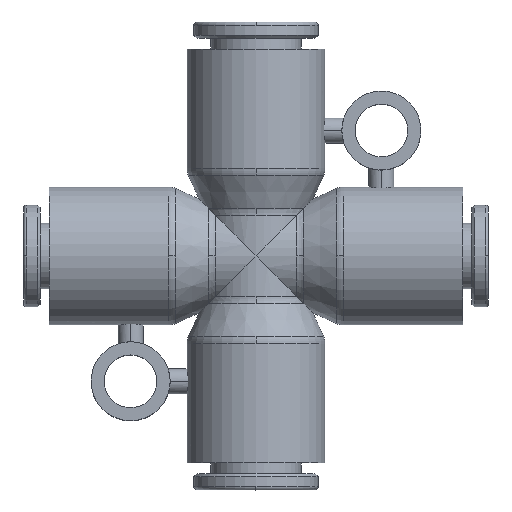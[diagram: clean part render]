
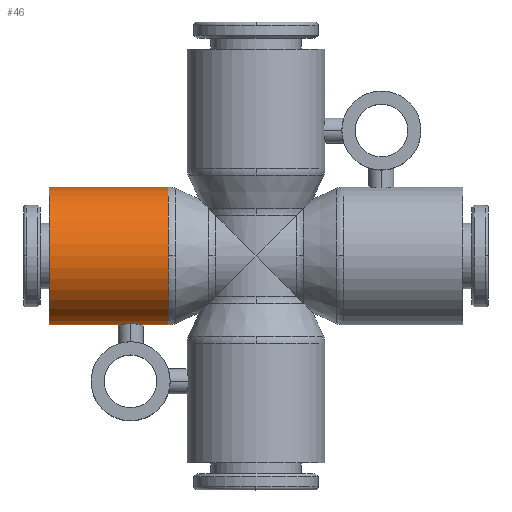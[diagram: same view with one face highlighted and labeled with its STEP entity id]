
A CAD part, top view. The second image highlights one B-rep face of the part: STEP entity #46.
In plain terms, the highlighted cylindrical face has radius 5.5 mm (diameter 11 mm), a partial arc.
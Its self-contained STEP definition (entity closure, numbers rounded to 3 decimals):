
#46=ADVANCED_FACE('',(#165),#166,.T.);
#165=FACE_OUTER_BOUND('',#421,.T.);
#166=CYLINDRICAL_SURFACE('',#422,5.5);
#421=EDGE_LOOP('',(#677,#678,#679,#680,#681,#682,#683,#684));
#422=AXIS2_PLACEMENT_3D('',#685,#686,#687);
#677=ORIENTED_EDGE('',*,*,#1643,.F.);
#678=ORIENTED_EDGE('',*,*,#1644,.T.);
#679=ORIENTED_EDGE('',*,*,#1645,.T.);
#680=ORIENTED_EDGE('',*,*,#1646,.F.);
#681=ORIENTED_EDGE('',*,*,#1647,.F.);
#682=ORIENTED_EDGE('',*,*,#1648,.F.);
#683=ORIENTED_EDGE('',*,*,#1649,.T.);
#684=ORIENTED_EDGE('',*,*,#1650,.T.);
#685=CARTESIAN_POINT('',(-11.75,0.,0.0));
#686=DIRECTION('',(-1.0,0.,0.0));
#687=DIRECTION('',(0.,-1.0,0.0));
#1643=EDGE_CURVE('',#1949,#1950,#1951,.T.);
#1644=EDGE_CURVE('',#1949,#1952,#1953,.T.);
#1645=EDGE_CURVE('',#1952,#1954,#1955,.T.);
#1646=EDGE_CURVE('',#1956,#1954,#1957,.T.);
#1647=EDGE_CURVE('',#1958,#1956,#1959,.T.);
#1648=EDGE_CURVE('',#1960,#1958,#1961,.T.);
#1649=EDGE_CURVE('',#1960,#1962,#1963,.T.);
#1650=EDGE_CURVE('',#1962,#1950,#1964,.T.);
#1949=VERTEX_POINT('',#2451);
#1950=VERTEX_POINT('',#2452);
#1951=LINE('',#2453,#2454);
#1952=VERTEX_POINT('',#2455);
#1953=CIRCLE('',#2456,5.5);
#1954=VERTEX_POINT('',#2457);
#1955=CIRCLE('',#2458,5.5);
#1956=VERTEX_POINT('',#2459);
#1957=LINE('',#2460,#2461);
#1958=VERTEX_POINT('',#2462);
#1959=CIRCLE('',#2463,5.5);
#1960=VERTEX_POINT('',#2464);
#1961=LINE('',#2465,#2466);
#1962=VERTEX_POINT('',#2467);
#1963=B_SPLINE_CURVE_WITH_KNOTS('',3,(#2468,#2469,#2470,#2471,#2472,#2473,#2474,#2475,#2476,#2477),.UNSPECIFIED.,.F.,.F.,(4,2,2,2,4),(1.51,1.888,2.266,2.643,3.021),.UNSPECIFIED.);
#1964=B_SPLINE_CURVE_WITH_KNOTS('',3,(#2478,#2479,#2480,#2481,#2482,#2483,#2484,#2485,#2486,#2487),.UNSPECIFIED.,.F.,.F.,(4,2,2,2,4),(3.021,3.398,3.776,4.154,4.531),.UNSPECIFIED.);
#2451=CARTESIAN_POINT('',(-7.0,-5.5,0.0));
#2452=CARTESIAN_POINT('',(-9.0,-5.5,0.));
#2453=CARTESIAN_POINT('',(-11.75,-5.5,0.));
#2454=VECTOR('',#3479,1.0);
#2455=CARTESIAN_POINT('',(-7.0,0.,5.5));
#2456=AXIS2_PLACEMENT_3D('',#3480,#3481,#3482);
#2457=CARTESIAN_POINT('',(-7.0,5.5,0.));
#2458=AXIS2_PLACEMENT_3D('',#3483,#3484,#3485);
#2459=CARTESIAN_POINT('',(-16.5,5.5,0.));
#2460=CARTESIAN_POINT('',(-11.75,5.5,0.));
#2461=VECTOR('',#3486,1.0);
#2462=CARTESIAN_POINT('',(-16.5,-5.5,0.0));
#2463=AXIS2_PLACEMENT_3D('',#3487,#3488,#3489);
#2464=CARTESIAN_POINT('',(-11.0,-5.5,0.));
#2465=CARTESIAN_POINT('',(-11.75,-5.5,0.));
#2466=VECTOR('',#3490,1.0);
#2467=CARTESIAN_POINT('',(-10.0,-5.408,1.0));
#2468=CARTESIAN_POINT('',(-11.0,-5.5,0.));
#2469=CARTESIAN_POINT('',(-11.0,-5.5,0.126));
#2470=CARTESIAN_POINT('',(-10.975,-5.495,0.26));
#2471=CARTESIAN_POINT('',(-10.873,-5.478,0.506));
#2472=CARTESIAN_POINT('',(-10.796,-5.466,0.618));
#2473=CARTESIAN_POINT('',(-10.618,-5.443,0.796));
#2474=CARTESIAN_POINT('',(-10.506,-5.431,0.873));
#2475=CARTESIAN_POINT('',(-10.26,-5.413,0.975));
#2476=CARTESIAN_POINT('',(-10.126,-5.408,1.0));
#2477=CARTESIAN_POINT('',(-10.0,-5.408,1.0));
#2478=CARTESIAN_POINT('',(-10.0,-5.408,1.0));
#2479=CARTESIAN_POINT('',(-9.874,-5.408,1.0));
#2480=CARTESIAN_POINT('',(-9.74,-5.413,0.975));
#2481=CARTESIAN_POINT('',(-9.494,-5.431,0.873));
#2482=CARTESIAN_POINT('',(-9.382,-5.443,0.796));
#2483=CARTESIAN_POINT('',(-9.204,-5.466,0.618));
#2484=CARTESIAN_POINT('',(-9.127,-5.478,0.506));
#2485=CARTESIAN_POINT('',(-9.025,-5.495,0.26));
#2486=CARTESIAN_POINT('',(-9.0,-5.5,0.126));
#2487=CARTESIAN_POINT('',(-9.0,-5.5,0.));
#3479=DIRECTION('',(-1.0,0.,0.0));
#3480=CARTESIAN_POINT('',(-7.0,0.,0.0));
#3481=DIRECTION('',(-1.0,0.,0.0));
#3482=DIRECTION('',(0.,-1.0,0.0));
#3483=CARTESIAN_POINT('',(-7.0,0.,0.0));
#3484=DIRECTION('',(-1.0,0.,0.0));
#3485=DIRECTION('',(0.,-1.0,0.0));
#3486=DIRECTION('',(1.0,0.,-0.0));
#3487=CARTESIAN_POINT('',(-16.5,0.,0.0));
#3488=DIRECTION('',(-1.0,0.,0.0));
#3489=DIRECTION('',(0.,-1.0,0.0));
#3490=DIRECTION('',(-1.0,0.,0.0));
